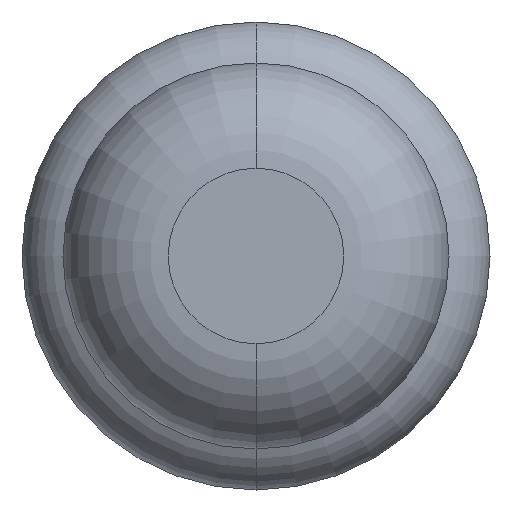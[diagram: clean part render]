
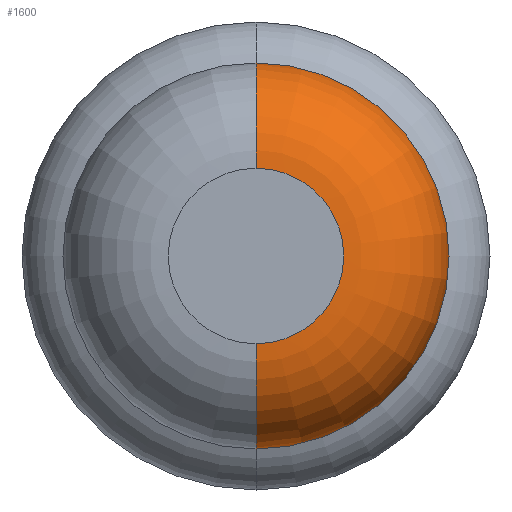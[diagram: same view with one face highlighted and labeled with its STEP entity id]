
A CAD part, front view. The second image highlights one B-rep face of the part: STEP entity #1600.
In plain terms, the highlighted toroidal (fillet/blend) face has major radius 0.375 mm and minor radius 0.45 mm.
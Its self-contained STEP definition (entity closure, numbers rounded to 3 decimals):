
#16 = DIRECTION ( 'NONE',  ( 0., 1., 0. ) ) ;
#26 = CARTESIAN_POINT ( 'NONE',  ( 0., -23.55, 0. ) ) ;
#64 = EDGE_CURVE ( 'NONE', #1529, #2896, #3014, .T. ) ;
#110 = AXIS2_PLACEMENT_3D ( 'NONE', #2809, #16, #3080 ) ;
#348 = AXIS2_PLACEMENT_3D ( 'NONE', #1018, #1007, #423 ) ;
#355 = CARTESIAN_POINT ( 'NONE',  ( 0., -24., 0.375 ) ) ;
#423 = DIRECTION ( 'NONE',  ( 0., 0., 1. ) ) ;
#466 = CARTESIAN_POINT ( 'NONE',  ( 0., -23.55, 0.375 ) ) ;
#475 = CARTESIAN_POINT ( 'NONE',  ( 0., -23.55, -0.375 ) ) ;
#504 = CIRCLE ( 'NONE', #1059, 0.45 ) ;
#713 = CIRCLE ( 'NONE', #348, 0.375 ) ;
#1007 = DIRECTION ( 'NONE',  ( 0., 1., 0. ) ) ;
#1018 = CARTESIAN_POINT ( 'NONE',  ( 0., -24., 0. ) ) ;
#1040 = AXIS2_PLACEMENT_3D ( 'NONE', #466, #1549, #2949 ) ;
#1059 = AXIS2_PLACEMENT_3D ( 'NONE', #475, #2400, #2992 ) ;
#1091 = EDGE_CURVE ( 'NONE', #1716, #3201, #504, .T. ) ;
#1109 = EDGE_LOOP ( 'NONE', ( #1376, #1675, #2350, #2051 ) ) ;
#1113 = FACE_OUTER_BOUND ( 'NONE', #1109, .T. ) ;
#1126 = DIRECTION ( 'NONE',  ( 0., 1., 0. ) ) ;
#1137 = DIRECTION ( 'NONE',  ( 0., 0., 1. ) ) ;
#1192 = AXIS2_PLACEMENT_3D ( 'NONE', #26, #1126, #1137 ) ;
#1345 = TOROIDAL_SURFACE ( 'NONE', #1192, 0.375, 0.45 ) ;
#1376 = ORIENTED_EDGE ( 'NONE', *, *, #2410, .T. ) ;
#1529 = VERTEX_POINT ( 'NONE', #355 ) ;
#1539 = CIRCLE ( 'NONE', #110, 0.825 ) ;
#1549 = DIRECTION ( 'NONE',  ( -1., 0., 0. ) ) ;
#1600 = ADVANCED_FACE ( 'Defeature ausgef�hrt1_2', ( #1113 ), #1345, .T. ) ;
#1675 = ORIENTED_EDGE ( 'NONE', *, *, #1091, .T. ) ;
#1716 = VERTEX_POINT ( 'NONE', #3436 ) ;
#2051 = ORIENTED_EDGE ( 'NONE', *, *, #64, .F. ) ;
#2350 = ORIENTED_EDGE ( 'NONE', *, *, #2651, .F. ) ;
#2400 = DIRECTION ( 'NONE',  ( 1., 0., 0. ) ) ;
#2410 = EDGE_CURVE ( 'Defeature ausgef�hrt1_2+Defeature ausgef�hrt1_1+Defeature ausgef�hrt1_1+Defeature ausgef�hrt1_1', #1529, #1716, #713, .T. ) ;
#2436 = CARTESIAN_POINT ( 'NONE',  ( 0., -23.55, 0.825 ) ) ;
#2651 = EDGE_CURVE ( 'Defeature ausgef�hrt1_3+Defeature ausgef�hrt1_2+Defeature ausgef�hrt1_2+Defeature ausgef�hrt1_2', #2896, #3201, #1539, .T. ) ;
#2809 = CARTESIAN_POINT ( 'NONE',  ( 0., -23.55, 0. ) ) ;
#2896 = VERTEX_POINT ( 'NONE', #2436 ) ;
#2949 = DIRECTION ( 'NONE',  ( 0., 0., 1. ) ) ;
#2992 = DIRECTION ( 'NONE',  ( 0., 0., -1. ) ) ;
#3014 = CIRCLE ( 'NONE', #1040, 0.45 ) ;
#3080 = DIRECTION ( 'NONE',  ( 0., 0., 1. ) ) ;
#3201 = VERTEX_POINT ( 'NONE', #3444 ) ;
#3436 = CARTESIAN_POINT ( 'NONE',  ( 0., -24., -0.375 ) ) ;
#3444 = CARTESIAN_POINT ( 'NONE',  ( 0., -23.55, -0.825 ) ) ;
